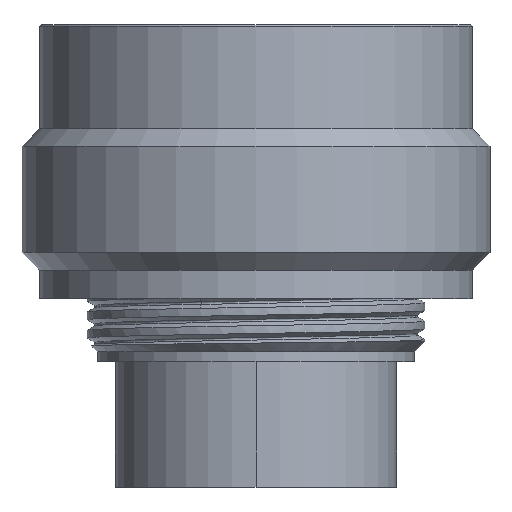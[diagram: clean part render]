
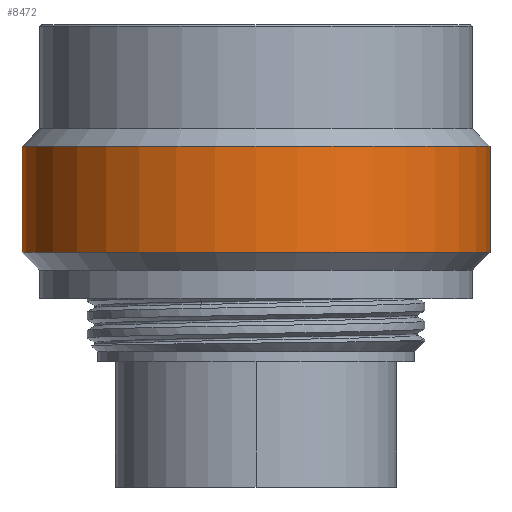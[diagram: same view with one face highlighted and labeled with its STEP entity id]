
A CAD part, front view. The second image highlights one B-rep face of the part: STEP entity #8472.
In plain terms, the highlighted cylindrical face has radius 16.225 mm (diameter 32.45 mm), a partial arc.
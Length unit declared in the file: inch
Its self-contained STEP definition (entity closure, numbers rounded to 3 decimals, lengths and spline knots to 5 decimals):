
#1960=DIRECTION('',(0.,0.,-1.));
#1961=VECTOR('',#1960,0.28937);
#1962=CARTESIAN_POINT('',(0.63878,0.,0.06398));
#1963=LINE('',#1962,#1961);
#1964=DIRECTION('',(0.,0.,-1.));
#1965=VECTOR('',#1964,0.28937);
#1966=CARTESIAN_POINT('',(-0.63878,0.,0.06398));
#1967=LINE('',#1966,#1965);
#1968=CARTESIAN_POINT('',(0.,0.,0.06398));
#1969=DIRECTION('',(0.,0.,-1.));
#1970=DIRECTION('',(1.,0.,0.));
#1971=AXIS2_PLACEMENT_3D('',#1968,#1969,#1970);
#1991=CARTESIAN_POINT('',(0.,0.,-0.22539));
#1992=DIRECTION('',(0.,0.,-1.));
#1993=DIRECTION('',(1.,0.,0.));
#1994=AXIS2_PLACEMENT_3D('',#1991,#1992,#1993);
#4728=CARTESIAN_POINT('',(0.63878,0.,0.06398));
#4730=VERTEX_POINT('',#4728);
#4731=CARTESIAN_POINT('',(0.63878,0.,-0.22539));
#4732=VERTEX_POINT('',#4731);
#4734=CARTESIAN_POINT('',(-0.63878,0.,0.06398));
#4736=VERTEX_POINT('',#4734);
#4737=CARTESIAN_POINT('',(-0.63878,0.,-0.22539));
#4738=VERTEX_POINT('',#4737);
#8458=CARTESIAN_POINT('',(0.,0.,-0.39327));
#8459=DIRECTION('',(0.,0.,1.));
#8460=DIRECTION('',(-1.,0.,0.));
#8461=AXIS2_PLACEMENT_3D('',#8458,#8459,#8460);
#8462=CYLINDRICAL_SURFACE('',#8461,0.63878);
#8464=ORIENTED_EDGE('',*,*,#8463,.T.);
#8466=ORIENTED_EDGE('',*,*,#8465,.T.);
#8468=ORIENTED_EDGE('',*,*,#8467,.F.);
#8469=ORIENTED_EDGE('',*,*,#8451,.F.);
#8470=EDGE_LOOP('',(#8464,#8466,#8468,#8469));
#8471=FACE_OUTER_BOUND('',#8470,.F.);
#8472=ADVANCED_FACE('',(#8471),#8462,.T.);
#1972=CIRCLE('',#1971,0.63878);
#1995=CIRCLE('',#1994,0.63878);
#8451=EDGE_CURVE('',#4730,#4736,#1972,.T.);
#8463=EDGE_CURVE('',#4730,#4732,#1963,.T.);
#8465=EDGE_CURVE('',#4732,#4738,#1995,.T.);
#8467=EDGE_CURVE('',#4736,#4738,#1967,.T.);
